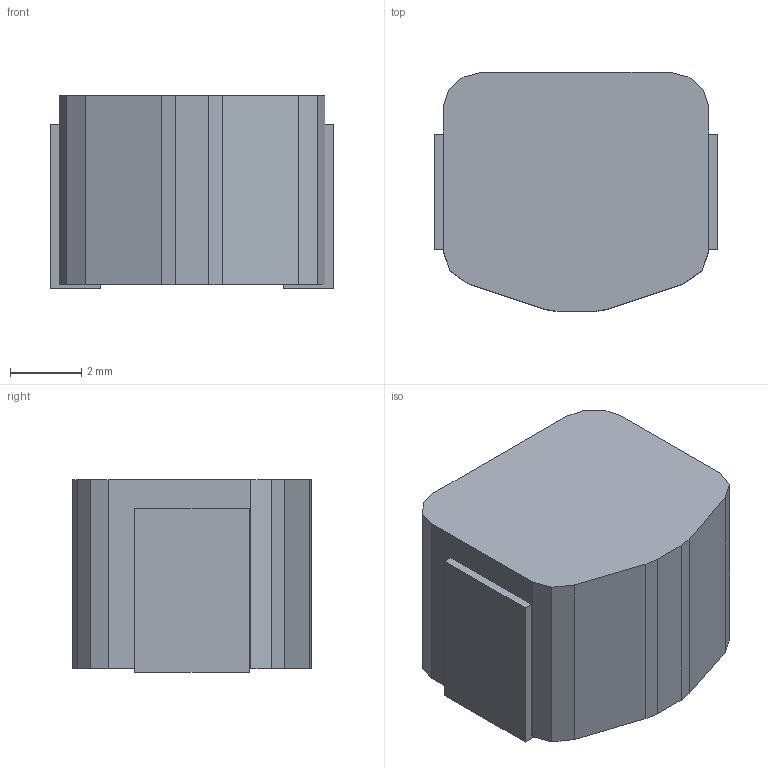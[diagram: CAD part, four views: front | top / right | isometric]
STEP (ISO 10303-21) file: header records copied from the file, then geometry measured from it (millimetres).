
FILE_DESCRIPTION(('FreeCAD Model'),'2;1');
FILE_NAME('Open CASCADE Shape Model','2021-04-17T14:02:58',('Author'),( ''),'Open CASCADE STEP processor 7.5','FreeCAD','Unknown');
FILE_SCHEMA(('AUTOMOTIVE_DESIGN { 1 0 10303 214 1 1 1 1 }'));
Length unit declared in the file: millimetre
Products named in the file (3): Unnamed; Group; LinearExtrude
Assembly tree (2 placements, depth 2):
  Unnamed
    Group
    LinearExtrude
Bounding box: 7.9 x 6.7 x 5.4 mm (x, y, z)
Volume: 284.8 mm3; surface area: 328.1 mm2
Topology: 3 solids, 3 shells, 32 faces, 78 edges, 52 vertices
Faces by surface type: plane 32
Entity records: 996 total; most frequent: CARTESIAN_POINT 165, ORIENTED_EDGE 156, DIRECTION 148, EDGE_CURVE 78, LINE 78, VECTOR 78, VERTEX_POINT 52, AXIS2_PLACEMENT_3D 35
